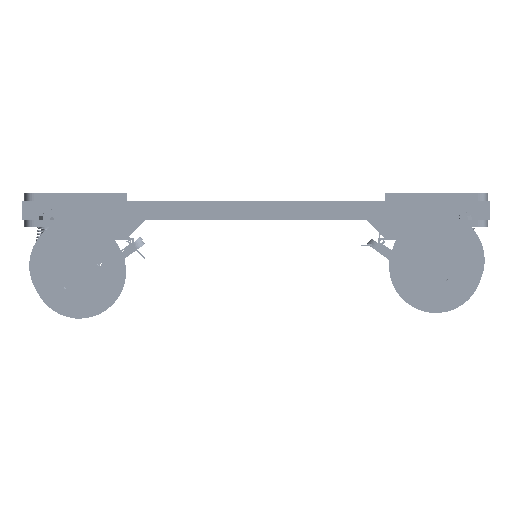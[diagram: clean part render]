
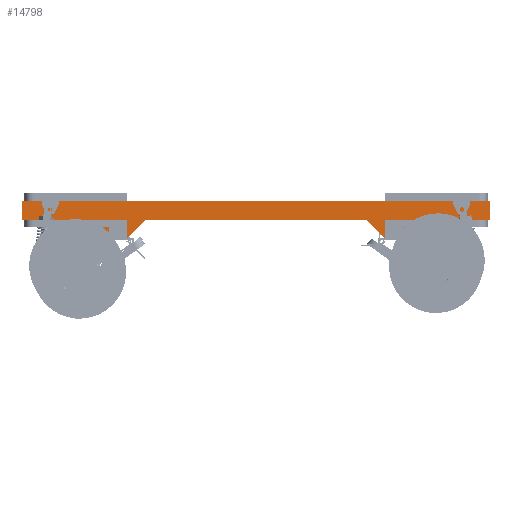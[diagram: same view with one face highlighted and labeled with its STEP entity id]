
A CAD part, left-side view. The second image highlights one B-rep face of the part: STEP entity #14798.
In plain terms, the highlighted planar face has unit normal (-1, 0, 0).
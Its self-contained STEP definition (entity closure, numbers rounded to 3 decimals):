
#1521=PLANE('',#15931);
#1897=FACE_OUTER_BOUND('',#2751,.T.);
#2751=EDGE_LOOP('',(#10605,#10606,#10607,#10608,#10609,#10610,#10611,#10612,
#10613,#10614,#10615,#10616,#10617,#10618,#10619,#10620));
#3990=LINE('',#22498,#5086);
#3994=LINE('',#22505,#5090);
#3998=LINE('',#22514,#5094);
#4002=LINE('',#22521,#5098);
#4020=LINE('',#22558,#5116);
#4022=LINE('',#22562,#5118);
#4040=LINE('',#22599,#5136);
#4042=LINE('',#22603,#5138);
#4046=LINE('',#22610,#5142);
#4059=LINE('',#22633,#5155);
#4061=LINE('',#22637,#5157);
#4068=LINE('',#22648,#5164);
#4085=LINE('',#22683,#5181);
#4090=LINE('',#22693,#5186);
#4091=LINE('',#22696,#5187);
#4092=LINE('',#22697,#5188);
#5086=VECTOR('',#17811,10.);
#5090=VECTOR('',#17817,10.);
#5094=VECTOR('',#17823,10.);
#5098=VECTOR('',#17829,10.);
#5116=VECTOR('',#17855,10.);
#5118=VECTOR('',#17859,10.);
#5136=VECTOR('',#17885,10.);
#5138=VECTOR('',#17889,10.);
#5142=VECTOR('',#17895,10.);
#5155=VECTOR('',#17924,10.);
#5157=VECTOR('',#17928,10.);
#5164=VECTOR('',#17941,10.);
#5181=VECTOR('',#17978,10.);
#5186=VECTOR('',#17987,10.);
#5187=VECTOR('',#17990,10.);
#5188=VECTOR('',#17991,10.);
#6995=VERTEX_POINT('',#22496);
#6996=VERTEX_POINT('',#22497);
#6998=VERTEX_POINT('',#22504);
#7001=VERTEX_POINT('',#22512);
#7002=VERTEX_POINT('',#22513);
#7004=VERTEX_POINT('',#22520);
#7018=VERTEX_POINT('',#22555);
#7019=VERTEX_POINT('',#22557);
#7020=VERTEX_POINT('',#22561);
#7034=VERTEX_POINT('',#22596);
#7035=VERTEX_POINT('',#22598);
#7036=VERTEX_POINT('',#22602);
#7041=VERTEX_POINT('',#22636);
#7050=VERTEX_POINT('',#22681);
#7053=VERTEX_POINT('',#22691);
#7054=VERTEX_POINT('',#22695);
#8319=EDGE_CURVE('',#6995,#6996,#3990,.T.);
#8323=EDGE_CURVE('',#6998,#6995,#3994,.T.);
#8327=EDGE_CURVE('',#7001,#7002,#3998,.T.);
#8331=EDGE_CURVE('',#7004,#7001,#4002,.T.);
#8349=EDGE_CURVE('',#7019,#7018,#4020,.F.);
#8351=EDGE_CURVE('',#7019,#7020,#4022,.T.);
#8369=EDGE_CURVE('',#7035,#7034,#4040,.F.);
#8371=EDGE_CURVE('',#7035,#7036,#4042,.T.);
#8375=EDGE_CURVE('',#6998,#7020,#4046,.T.);
#8388=EDGE_CURVE('',#7018,#7002,#4059,.T.);
#8390=EDGE_CURVE('',#7041,#6996,#4061,.T.);
#8397=EDGE_CURVE('',#7004,#7036,#4068,.T.);
#8414=EDGE_CURVE('',#7034,#7050,#4085,.T.);
#8419=EDGE_CURVE('',#7050,#7053,#4090,.T.);
#8420=EDGE_CURVE('',#7054,#7053,#4091,.T.);
#8421=EDGE_CURVE('',#7041,#7054,#4092,.T.);
#10605=ORIENTED_EDGE('',*,*,#8390,.T.);
#10606=ORIENTED_EDGE('',*,*,#8319,.F.);
#10607=ORIENTED_EDGE('',*,*,#8323,.F.);
#10608=ORIENTED_EDGE('',*,*,#8375,.T.);
#10609=ORIENTED_EDGE('',*,*,#8351,.F.);
#10610=ORIENTED_EDGE('',*,*,#8349,.T.);
#10611=ORIENTED_EDGE('',*,*,#8388,.T.);
#10612=ORIENTED_EDGE('',*,*,#8327,.F.);
#10613=ORIENTED_EDGE('',*,*,#8331,.F.);
#10614=ORIENTED_EDGE('',*,*,#8397,.T.);
#10615=ORIENTED_EDGE('',*,*,#8371,.F.);
#10616=ORIENTED_EDGE('',*,*,#8369,.T.);
#10617=ORIENTED_EDGE('',*,*,#8414,.T.);
#10618=ORIENTED_EDGE('',*,*,#8419,.T.);
#10619=ORIENTED_EDGE('',*,*,#8420,.F.);
#10620=ORIENTED_EDGE('',*,*,#8421,.F.);
#14798=ADVANCED_FACE('',(#1897),#1521,.T.);
#15931=AXIS2_PLACEMENT_3D('',#22694,#17988,#17989);
#17811=DIRECTION('',(0.,0.707,0.707));
#17817=DIRECTION('',(0.,0.,-1.));
#17823=DIRECTION('',(0.,0.707,0.707));
#17829=DIRECTION('',(0.,0.,-1.));
#17855=DIRECTION('',(0.,0.707,-0.707));
#17859=DIRECTION('',(0.,0.,1.));
#17885=DIRECTION('',(0.,0.707,-0.707));
#17889=DIRECTION('',(0.,0.,1.));
#17895=DIRECTION('',(0.,-1.,0.));
#17924=DIRECTION('',(0.,-1.,0.));
#17928=DIRECTION('',(0.,-1.,0.));
#17941=DIRECTION('',(0.,-1.,0.));
#17978=DIRECTION('',(0.,-1.,0.));
#17987=DIRECTION('',(0.,0.,1.));
#17988=DIRECTION('center_axis',(-1.,0.,0.));
#17989=DIRECTION('ref_axis',(0.,-1.,0.));
#17990=DIRECTION('',(0.,-1.,0.));
#17991=DIRECTION('',(0.,0.,1.));
#22496=CARTESIAN_POINT('',(-130.,157.5,-20.));
#22497=CARTESIAN_POINT('',(-130.,177.5,0.));
#22498=CARTESIAN_POINT('',(-130.,190.625,13.125));
#22504=CARTESIAN_POINT('',(-130.,157.5,0.));
#22505=CARTESIAN_POINT('',(-130.,157.5,0.));
#22512=CARTESIAN_POINT('',(-130.,-137.5,-20.));
#22513=CARTESIAN_POINT('',(-130.,-117.5,0.));
#22514=CARTESIAN_POINT('',(-130.,-30.625,86.875));
#22520=CARTESIAN_POINT('',(-130.,-137.5,0.));
#22521=CARTESIAN_POINT('',(-130.,-137.5,0.));
#22555=CARTESIAN_POINT('',(-130.,117.5,0.));
#22557=CARTESIAN_POINT('',(-130.,137.5,-20.));
#22558=CARTESIAN_POINT('',(-130.,155.625,-38.125));
#22561=CARTESIAN_POINT('',(-130.,137.5,0.));
#22562=CARTESIAN_POINT('',(-130.,137.5,0.));
#22596=CARTESIAN_POINT('',(-130.,-177.5,0.));
#22598=CARTESIAN_POINT('',(-130.,-157.5,-20.));
#22599=CARTESIAN_POINT('',(-130.,-65.625,-111.875));
#22602=CARTESIAN_POINT('',(-130.,-157.5,0.));
#22603=CARTESIAN_POINT('',(-130.,-157.5,0.));
#22610=CARTESIAN_POINT('',(-130.,250.,0.));
#22633=CARTESIAN_POINT('',(-130.,250.,0.));
#22636=CARTESIAN_POINT('',(-130.,250.,0.));
#22637=CARTESIAN_POINT('',(-130.,250.,0.));
#22648=CARTESIAN_POINT('',(-130.,250.,0.));
#22681=CARTESIAN_POINT('',(-130.,-250.,0.));
#22683=CARTESIAN_POINT('',(-130.,250.,0.));
#22691=CARTESIAN_POINT('',(-130.,-250.,20.));
#22693=CARTESIAN_POINT('',(-130.,-250.,0.));
#22694=CARTESIAN_POINT('Origin',(-130.,250.,0.));
#22695=CARTESIAN_POINT('',(-130.,250.,20.));
#22696=CARTESIAN_POINT('',(-130.,250.,20.));
#22697=CARTESIAN_POINT('',(-130.,250.,0.));
